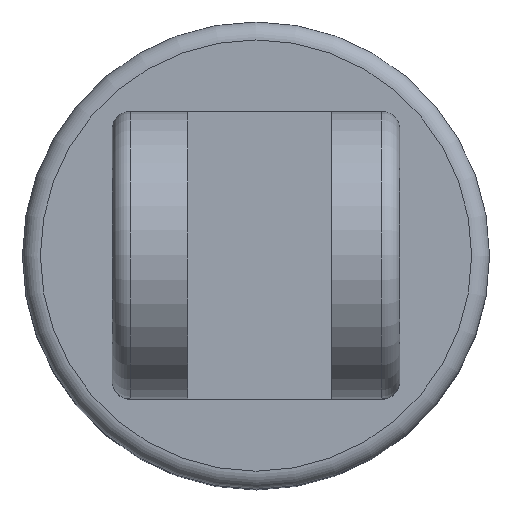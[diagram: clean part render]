
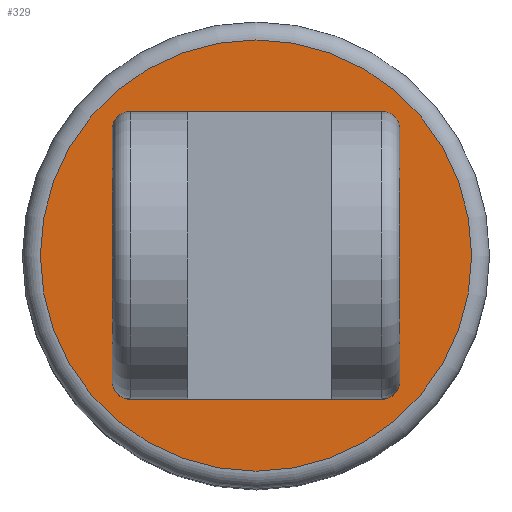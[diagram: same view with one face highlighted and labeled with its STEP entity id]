
A CAD part, top view. The second image highlights one B-rep face of the part: STEP entity #329.
In plain terms, the highlighted planar face has unit normal (0, 0, 1).
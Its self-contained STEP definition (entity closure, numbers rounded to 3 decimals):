
#15=FACE_BOUND('',#67,.T.);
#46=FACE_OUTER_BOUND('',#66,.T.);
#66=EDGE_LOOP('',(#292));
#67=EDGE_LOOP('',(#293,#294,#295,#296,#297,#298,#299,#300));
#73=CIRCLE('',#356,0.5);
#76=CIRCLE('',#361,0.5);
#78=CIRCLE('',#365,0.5);
#81=CIRCLE('',#370,0.5);
#86=CIRCLE('',#381,6.);
#98=LINE('',#519,#123);
#106=LINE('',#549,#131);
#110=LINE('',#566,#135);
#111=LINE('',#568,#136);
#123=VECTOR('',#408,10.);
#131=VECTOR('',#442,10.);
#135=VECTOR('',#464,10.);
#136=VECTOR('',#467,10.);
#147=VERTEX_POINT('',#516);
#148=VERTEX_POINT('',#518);
#153=VERTEX_POINT('',#534);
#154=VERTEX_POINT('',#536);
#156=VERTEX_POINT('',#544);
#157=VERTEX_POINT('',#548);
#159=VERTEX_POINT('',#554);
#161=VERTEX_POINT('',#562);
#165=VERTEX_POINT('',#581);
#178=EDGE_CURVE('',#148,#147,#98,.T.);
#187=EDGE_CURVE('',#153,#154,#73,.F.);
#191=EDGE_CURVE('',#148,#156,#76,.F.);
#193=EDGE_CURVE('',#157,#154,#106,.T.);
#197=EDGE_CURVE('',#159,#147,#78,.F.);
#200=EDGE_CURVE('',#157,#161,#81,.F.);
#202=EDGE_CURVE('',#159,#161,#110,.T.);
#203=EDGE_CURVE('',#153,#156,#111,.T.);
#209=EDGE_CURVE('',#165,#165,#86,.T.);
#292=ORIENTED_EDGE('',*,*,#209,.F.);
#293=ORIENTED_EDGE('',*,*,#202,.T.);
#294=ORIENTED_EDGE('',*,*,#200,.F.);
#295=ORIENTED_EDGE('',*,*,#193,.T.);
#296=ORIENTED_EDGE('',*,*,#187,.F.);
#297=ORIENTED_EDGE('',*,*,#203,.T.);
#298=ORIENTED_EDGE('',*,*,#191,.F.);
#299=ORIENTED_EDGE('',*,*,#178,.T.);
#300=ORIENTED_EDGE('',*,*,#197,.F.);
#309=PLANE('',#383);
#329=ADVANCED_FACE('',(#46,#15),#309,.T.);
#356=AXIS2_PLACEMENT_3D('',#537,#426,#427);
#361=AXIS2_PLACEMENT_3D('',#545,#437,#438);
#365=AXIS2_PLACEMENT_3D('',#556,#449,#450);
#370=AXIS2_PLACEMENT_3D('',#563,#459,#460);
#381=AXIS2_PLACEMENT_3D('',#582,#485,#486);
#383=AXIS2_PLACEMENT_3D('',#584,#489,#490);
#408=DIRECTION('',(-1.,0.,0.));
#426=DIRECTION('center_axis',(0.,0.,-1.));
#427=DIRECTION('ref_axis',(0.707,0.707,0.));
#437=DIRECTION('center_axis',(0.,0.,-1.));
#438=DIRECTION('ref_axis',(0.707,-0.707,0.));
#442=DIRECTION('',(1.,0.,0.));
#449=DIRECTION('center_axis',(0.,0.,-1.));
#450=DIRECTION('ref_axis',(-0.707,-0.707,0.));
#459=DIRECTION('center_axis',(0.,0.,-1.));
#460=DIRECTION('ref_axis',(-0.707,0.707,0.));
#464=DIRECTION('',(0.,1.,0.));
#467=DIRECTION('',(0.,-1.,0.));
#485=DIRECTION('center_axis',(0.,0.,-1.));
#486=DIRECTION('ref_axis',(1.,0.,0.));
#489=DIRECTION('center_axis',(0.,0.,1.));
#490=DIRECTION('ref_axis',(1.,0.,0.));
#516=CARTESIAN_POINT('',(-3.5,-4.,14.));
#518=CARTESIAN_POINT('',(3.5,-4.,14.));
#519=CARTESIAN_POINT('',(0.,-4.,14.));
#534=CARTESIAN_POINT('',(4.,3.5,14.));
#536=CARTESIAN_POINT('',(3.5,4.,14.));
#537=CARTESIAN_POINT('Origin',(3.5,3.5,14.));
#544=CARTESIAN_POINT('',(4.,-3.5,14.));
#545=CARTESIAN_POINT('Origin',(3.5,-3.5,14.));
#548=CARTESIAN_POINT('',(-3.5,4.,14.));
#549=CARTESIAN_POINT('',(0.,4.,14.));
#554=CARTESIAN_POINT('',(-4.,-3.5,14.));
#556=CARTESIAN_POINT('Origin',(-3.5,-3.5,14.));
#562=CARTESIAN_POINT('',(-4.,3.5,14.));
#563=CARTESIAN_POINT('Origin',(-3.5,3.5,14.));
#566=CARTESIAN_POINT('',(-4.,0.,14.));
#568=CARTESIAN_POINT('',(4.,0.,14.));
#581=CARTESIAN_POINT('',(-6.,0.,14.));
#582=CARTESIAN_POINT('Origin',(0.,0.,14.));
#584=CARTESIAN_POINT('Origin',(0.,0.,14.));
